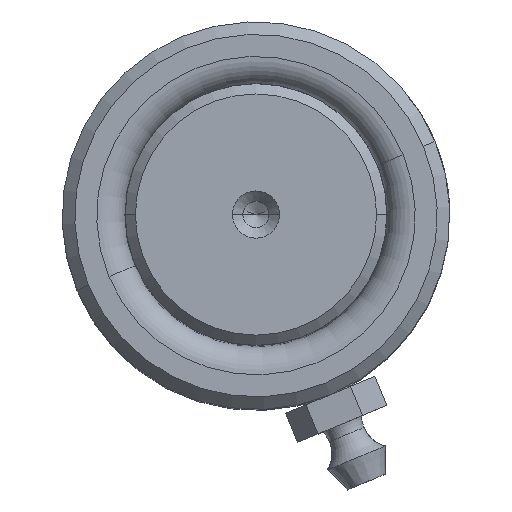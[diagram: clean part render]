
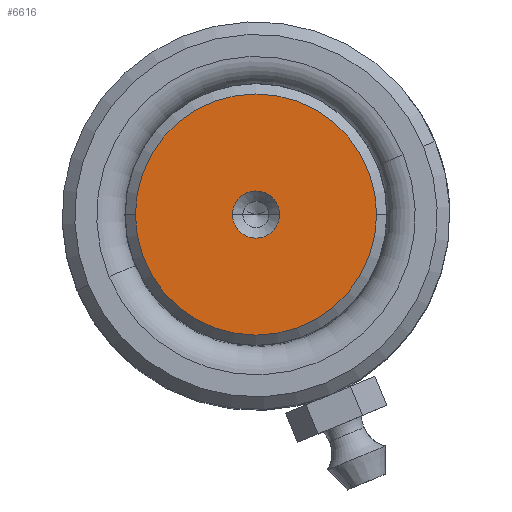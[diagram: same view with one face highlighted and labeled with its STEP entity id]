
A CAD part, top view. The second image highlights one B-rep face of the part: STEP entity #6616.
In plain terms, the highlighted planar face has unit normal (0, 0, 1).
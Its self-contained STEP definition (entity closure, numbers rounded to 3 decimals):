
#229 = CIRCLE ( 'NONE', #1038, 2.25 ) ;
#233 = CARTESIAN_POINT ( 'NONE',  ( 2.25, 0., 120. ) ) ;
#599 = DIRECTION ( 'NONE',  ( 0., 0., 1. ) ) ;
#795 = CIRCLE ( 'NONE', #4722, 11.509 ) ;
#813 = DIRECTION ( 'NONE',  ( 1., 0., 0. ) ) ;
#1038 = AXIS2_PLACEMENT_3D ( 'NONE', #4233, #1974, #1446 ) ;
#1423 = CIRCLE ( 'NONE', #7140, 2.25 ) ;
#1446 = DIRECTION ( 'NONE',  ( 1., 0., 0. ) ) ;
#1517 = DIRECTION ( 'NONE',  ( 0., 0., 1. ) ) ;
#1643 = EDGE_LOOP ( 'NONE', ( #6176, #5580 ) ) ;
#1808 = CARTESIAN_POINT ( 'NONE',  ( 0., 0., 120. ) ) ;
#1974 = DIRECTION ( 'NONE',  ( 0., 0., 1. ) ) ;
#2195 = ORIENTED_EDGE ( 'NONE', *, *, #5509, .F. ) ;
#2580 = FACE_BOUND ( 'NONE', #5269, .T. ) ;
#3007 = DIRECTION ( 'NONE',  ( 0., 0., 1. ) ) ;
#3105 = CARTESIAN_POINT ( 'NONE',  ( 11.509, 0., 120. ) ) ;
#3201 = FACE_OUTER_BOUND ( 'NONE', #1643, .T. ) ;
#3506 = CARTESIAN_POINT ( 'NONE',  ( -11.509, 0., 120. ) ) ;
#4233 = CARTESIAN_POINT ( 'NONE',  ( 0., 0., 120. ) ) ;
#4271 = DIRECTION ( 'NONE',  ( 0., 0., 1. ) ) ;
#4382 = CARTESIAN_POINT ( 'NONE',  ( 0., 0., 120. ) ) ;
#4402 = EDGE_CURVE ( 'NONE', #4476, #6524, #229, .T. ) ;
#4476 = VERTEX_POINT ( 'NONE', #7110 ) ;
#4722 = AXIS2_PLACEMENT_3D ( 'NONE', #5971, #4271, #813 ) ;
#4920 = EDGE_CURVE ( 'NONE', #6898, #5184, #5006, .T. ) ;
#5006 = CIRCLE ( 'NONE', #5243, 11.509 ) ;
#5184 = VERTEX_POINT ( 'NONE', #3105 ) ;
#5243 = AXIS2_PLACEMENT_3D ( 'NONE', #1808, #3007, #6392 ) ;
#5269 = EDGE_LOOP ( 'NONE', ( #2195, #5908 ) ) ;
#5448 = PLANE ( 'NONE',  #7097 ) ;
#5509 = EDGE_CURVE ( 'NONE', #6524, #4476, #1423, .T. ) ;
#5580 = ORIENTED_EDGE ( 'NONE', *, *, #6021, .T. ) ;
#5710 = CARTESIAN_POINT ( 'NONE',  ( 0., 0., 120. ) ) ;
#5908 = ORIENTED_EDGE ( 'NONE', *, *, #4402, .F. ) ;
#5971 = CARTESIAN_POINT ( 'NONE',  ( 0., 0., 120. ) ) ;
#6021 = EDGE_CURVE ( 'NONE', #5184, #6898, #795, .T. ) ;
#6176 = ORIENTED_EDGE ( 'NONE', *, *, #4920, .T. ) ;
#6392 = DIRECTION ( 'NONE',  ( 1., 0., 0. ) ) ;
#6524 = VERTEX_POINT ( 'NONE', #233 ) ;
#6612 = DIRECTION ( 'NONE',  ( 1., 0., 0. ) ) ;
#6616 = ADVANCED_FACE ( 'NONE', ( #2580, #3201 ), #5448, .T. ) ;
#6796 = DIRECTION ( 'NONE',  ( 1., 0., 0. ) ) ;
#6898 = VERTEX_POINT ( 'NONE', #3506 ) ;
#7097 = AXIS2_PLACEMENT_3D ( 'NONE', #4382, #1517, #6612 ) ;
#7110 = CARTESIAN_POINT ( 'NONE',  ( -2.25, 0., 120. ) ) ;
#7140 = AXIS2_PLACEMENT_3D ( 'NONE', #5710, #599, #6796 ) ;
